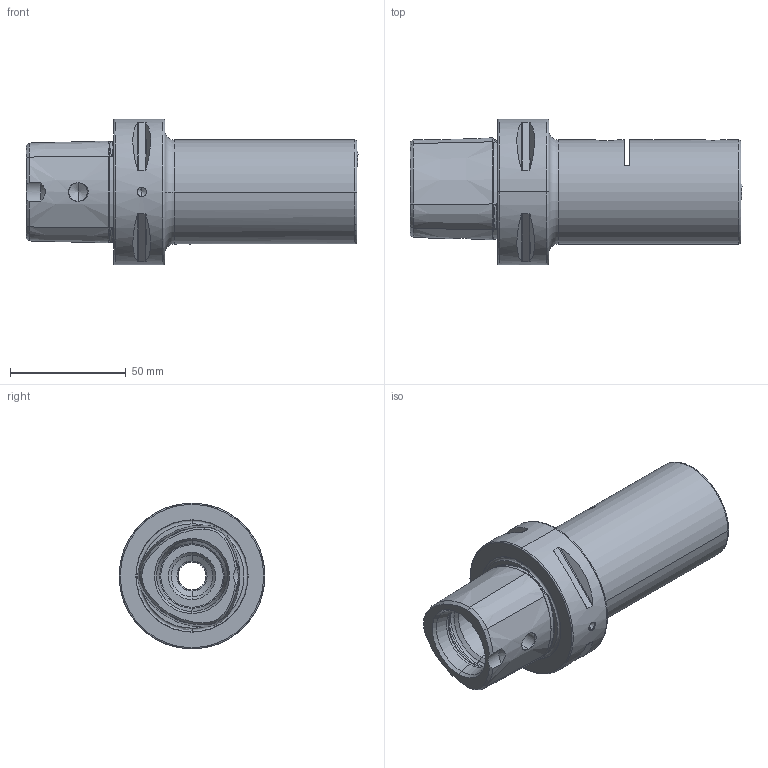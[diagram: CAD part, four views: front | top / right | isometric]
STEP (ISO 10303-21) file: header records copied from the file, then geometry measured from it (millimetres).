
FILE_DESCRIPTION (( 'STEP AP203' ), '1' );
FILE_NAME ('PS6-B12.K21.105.STEP', '2017-01-09T13:35:30', ( 'SwiAdmin' ), ( '' ), 'SwSTEP 2.0', 'SolidWorks 2015', '' );
FILE_SCHEMA (( 'CONFIG_CONTROL_DESIGN' ));
Length unit declared in the file: millimetre
Products named in the file (11): KU1-U12.002.010; ISO 4762 - M6 x 16_PreviewCfg; PS6-B12.K21.105; ISO 4028 - M10 x 16; ISO 4028 - M8 x 16; ISO 4027 - M6 x 16_PreviewCfg; KVT_MB_600_060; KU1-U12.003.010_A; KU1-U12.002.010_A; DIN 3771 - 8x2; PS6-B12.K21.105_A
Assembly tree (11 placements, depth 3):
  PS6-B12.K21.105
    PS6-B12.K21.105_A
    ISO 4762 - M6 x 16_PreviewCfg  x2
    ISO 4028 - M10 x 16
    ISO 4028 - M8 x 16
    ISO 4027 - M6 x 16_PreviewCfg
    KVT_MB_600_060
    KU1-U12.002.010
      KU1-U12.003.010_A
      KU1-U12.002.010_A
      DIN 3771 - 8x2
Bounding box: 143.49 x 63 x 63 mm (x, y, z)
Volume: 208917.1 mm3; surface area: 45234.4 mm2
Topology: 11 solids, 11 shells, 425 faces, 1020 edges, 596 vertices
Faces by surface type: cone 140, plane 127, cylinder 105, torus 47, sphere 6
Entity records: 13776 total; most frequent: CARTESIAN_POINT 3441, DIRECTION 2027, ORIENTED_EDGE 1856, EDGE_CURVE 928, AXIS2_PLACEMENT_3D 829, VERTEX_POINT 557, EDGE_LOOP 429, CIRCLE 416
